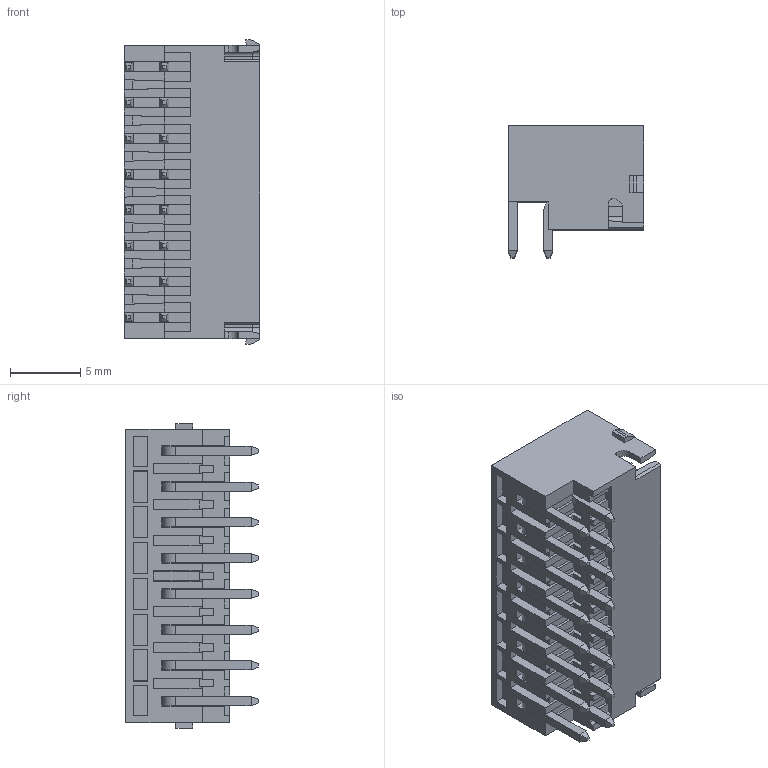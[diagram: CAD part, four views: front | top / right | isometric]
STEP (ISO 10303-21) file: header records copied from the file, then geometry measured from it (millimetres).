
FILE_DESCRIPTION(('SolidDesigner STEP Export'),'2;1');
FILE_NAME('dmc_0.5-8-g-2.54_thr.stp','2015-06-24T11:33:37',(''),(''),'Creo Elements/Direct Modeling STEP processor for AP214 (Solid Model)','Creo Elements/Direct Modeling 18.1B 29-Sep-2012 (C) Parametric Technology GmbH','');
FILE_SCHEMA(('AUTOMOTIVE_DESIGN { 1 0 10303 214 1 1 1 1 }'));
Length unit declared in the file: millimetre
Products named in the file (2): dmc_0.5-8-g-2.54_thr
Assembly tree (1 placements, depth 2):
  dmc_0.5-8-g-2.54_thr
    dmc_0.5-8-g-2.54_thr
Bounding box: 9.64 x 9.39 x 21.62 mm (x, y, z)
Volume: 961.9 mm3; surface area: 1798.8 mm2
Topology: 1 solids, 1 shells, 880 faces, 2247 edges, 1402 vertices
Faces by surface type: plane 635, bspline 142, cylinder 84, extrusion 19
Entity records: 35987 total; most frequent: CARTESIAN_POINT 13514, ORIENTED_EDGE 4490, DIRECTION 3410, EDGE_CURVE 2245, VECTOR 1814, LINE 1795, VERTEX_POINT 1402, EDGE_LOOP 915
